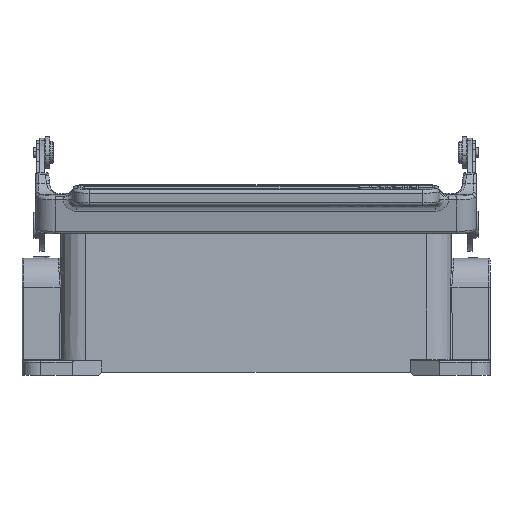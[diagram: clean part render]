
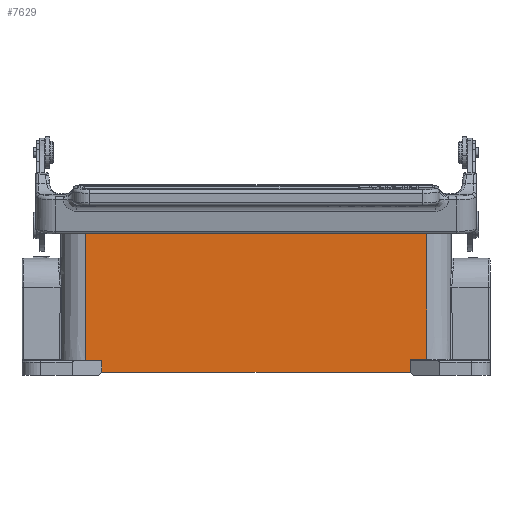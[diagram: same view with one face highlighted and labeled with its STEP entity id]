
A CAD part, left-side view. The second image highlights one B-rep face of the part: STEP entity #7629.
In plain terms, the highlighted planar face has unit normal (-1, 0, 0.009).
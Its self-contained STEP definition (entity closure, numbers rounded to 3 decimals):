
#2843=LINE('',#44179,#4584);
#2898=LINE('',#44582,#4639);
#2903=LINE('',#44596,#4644);
#2911=LINE('',#44625,#4652);
#2914=LINE('',#44632,#4655);
#3055=LINE('',#45334,#4796);
#3070=LINE('',#45462,#4811);
#3073=LINE('',#45487,#4814);
#3074=LINE('',#45489,#4815);
#3075=LINE('',#45491,#4816);
#3076=LINE('',#45492,#4817);
#3077=LINE('',#45494,#4818);
#4584=VECTOR('',#31589,1.);
#4639=VECTOR('',#31804,1.);
#4644=VECTOR('',#31817,1.);
#4652=VECTOR('',#31843,1.);
#4655=VECTOR('',#31848,1.);
#4796=VECTOR('',#32231,1.);
#4811=VECTOR('',#32286,1.);
#4814=VECTOR('',#32315,1.);
#4815=VECTOR('',#32318,1.);
#4816=VECTOR('',#32319,1.);
#4817=VECTOR('',#32320,1.);
#4818=VECTOR('',#32321,1.);
#7629=ADVANCED_FACE('',(#9498),#8270,.T.);
#8270=PLANE('',#26660);
#9498=FACE_OUTER_BOUND('',#10973,.T.);
#10973=EDGE_LOOP('',(#17818,#17819,#17820,#17821,#17822,#17823,#17824,#17825,
#17826,#17827,#17828,#17829));
#17818=ORIENTED_EDGE('',*,*,#23883,.T.);
#17819=ORIENTED_EDGE('',*,*,#23895,.T.);
#17820=ORIENTED_EDGE('',*,*,#23896,.T.);
#17821=ORIENTED_EDGE('',*,*,#23481,.T.);
#17822=ORIENTED_EDGE('',*,*,#23897,.F.);
#17823=ORIENTED_EDGE('',*,*,#23898,.T.);
#17824=ORIENTED_EDGE('',*,*,#23599,.T.);
#17825=ORIENTED_EDGE('',*,*,#23606,.F.);
#17826=ORIENTED_EDGE('',*,*,#23618,.F.);
#17827=ORIENTED_EDGE('',*,*,#23621,.T.);
#17828=ORIENTED_EDGE('',*,*,#23852,.T.);
#17829=ORIENTED_EDGE('',*,*,#23894,.T.);
#20103=VERTEX_POINT('',#44178);
#20104=VERTEX_POINT('',#44180);
#20181=VERTEX_POINT('',#44581);
#20182=VERTEX_POINT('',#44583);
#20186=VERTEX_POINT('',#44595);
#20193=VERTEX_POINT('',#44626);
#20195=VERTEX_POINT('',#44631);
#20348=VERTEX_POINT('',#45333);
#20364=VERTEX_POINT('',#45461);
#20365=VERTEX_POINT('',#45463);
#20370=VERTEX_POINT('',#45490);
#20371=VERTEX_POINT('',#45493);
#23481=EDGE_CURVE('',#20104,#20103,#2843,.T.);
#23599=EDGE_CURVE('',#20182,#20181,#2898,.T.);
#23606=EDGE_CURVE('',#20186,#20181,#2903,.T.);
#23618=EDGE_CURVE('',#20193,#20186,#2911,.T.);
#23621=EDGE_CURVE('',#20193,#20195,#2914,.T.);
#23852=EDGE_CURVE('',#20195,#20348,#3055,.T.);
#23883=EDGE_CURVE('',#20365,#20364,#3070,.T.);
#23894=EDGE_CURVE('',#20348,#20365,#3073,.T.);
#23895=EDGE_CURVE('',#20364,#20370,#3074,.T.);
#23896=EDGE_CURVE('',#20370,#20104,#3075,.T.);
#23897=EDGE_CURVE('',#20371,#20103,#3076,.T.);
#23898=EDGE_CURVE('',#20371,#20182,#3077,.T.);
#26660=AXIS2_PLACEMENT_3D('',#45495,#32322,#32323);
#31589=DIRECTION('',(0.,1.,0.));
#31804=DIRECTION('',(-0.009,0.,-1.));
#31817=DIRECTION('',(0.,1.,0.));
#31843=DIRECTION('',(0.009,0.,1.));
#31848=DIRECTION('',(0.,-1.,0.));
#32231=DIRECTION('',(0.009,0.,1.));
#32286=DIRECTION('',(0.009,0.,1.));
#32315=DIRECTION('',(0.,-1.,0.));
#32318=DIRECTION('',(0.,1.,0.));
#32319=DIRECTION('',(-0.009,0.,-1.));
#32320=DIRECTION('',(-0.009,0.,-1.));
#32321=DIRECTION('',(0.,1.,0.));
#32322=DIRECTION('',(-1.,0.,0.009));
#32323=DIRECTION('',(0.,1.,0.));
#44178=CARTESIAN_POINT('',(-21.526,1.6,48.));
#44179=CARTESIAN_POINT('',(-21.526,-1.6,48.));
#44180=CARTESIAN_POINT('',(-21.526,-1.6,48.));
#44581=CARTESIAN_POINT('',(-21.906,52.5,4.5));
#44582=CARTESIAN_POINT('',(-21.5,52.5,51.));
#44583=CARTESIAN_POINT('',(-21.5,52.5,51.));
#44595=CARTESIAN_POINT('',(-21.906,47.5,4.5));
#44596=CARTESIAN_POINT('',(-21.906,47.5,4.5));
#44625=CARTESIAN_POINT('',(-21.936,47.5,1.));
#44626=CARTESIAN_POINT('',(-21.936,47.5,1.));
#44631=CARTESIAN_POINT('',(-21.936,-47.5,1.));
#44632=CARTESIAN_POINT('',(-21.936,47.5,1.));
#45333=CARTESIAN_POINT('',(-21.901,-47.5,4.996));
#45334=CARTESIAN_POINT('',(-21.936,-47.5,1.));
#45461=CARTESIAN_POINT('',(-21.5,-52.5,51.));
#45462=CARTESIAN_POINT('',(-21.901,-52.5,4.996));
#45463=CARTESIAN_POINT('',(-21.901,-52.5,4.996));
#45487=CARTESIAN_POINT('',(-21.901,-47.5,4.996));
#45489=CARTESIAN_POINT('',(-21.5,-52.5,51.));
#45490=CARTESIAN_POINT('',(-21.5,-1.6,51.));
#45491=CARTESIAN_POINT('',(-21.5,-1.6,51.));
#45492=CARTESIAN_POINT('',(-21.5,1.6,51.));
#45493=CARTESIAN_POINT('',(-21.5,1.6,51.));
#45494=CARTESIAN_POINT('',(-21.5,1.6,51.));
#45495=CARTESIAN_POINT('',(-21.5,55.148,51.));
